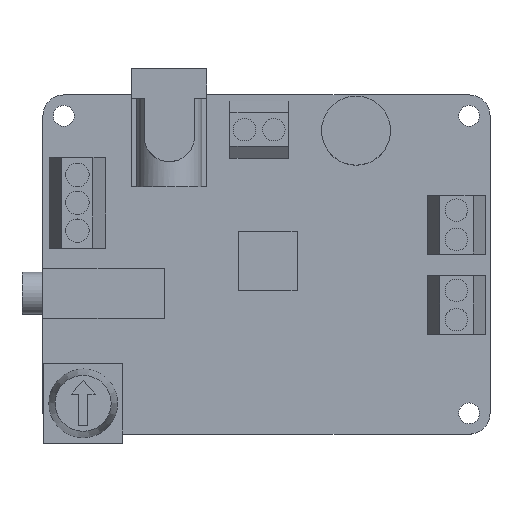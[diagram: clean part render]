
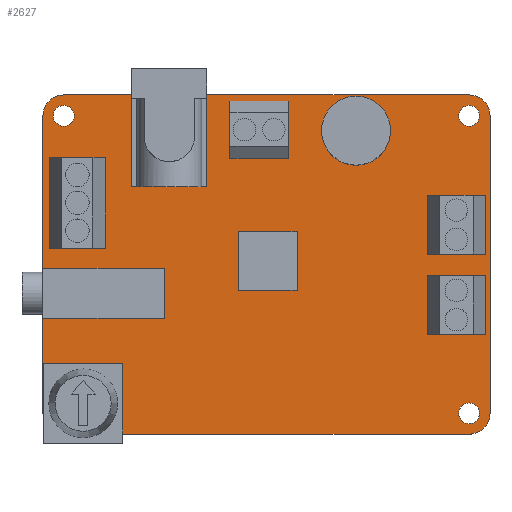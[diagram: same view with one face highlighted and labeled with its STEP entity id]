
A CAD part, top view. The second image highlights one B-rep face of the part: STEP entity #2627.
In plain terms, the highlighted planar face has unit normal (0, 0, 1).
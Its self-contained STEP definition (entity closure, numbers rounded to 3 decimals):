
#94=FACE_BOUND('',#434,.T.);
#95=FACE_BOUND('',#435,.T.);
#96=FACE_BOUND('',#436,.T.);
#97=FACE_BOUND('',#437,.T.);
#126=PLANE('',#2924);
#269=FACE_OUTER_BOUND('',#433,.T.);
#433=EDGE_LOOP('',(#1902,#1903,#1904,#1905,#1906,#1907,#1908,#1909));
#434=EDGE_LOOP('',(#1910));
#435=EDGE_LOOP('',(#1911));
#436=EDGE_LOOP('',(#1912));
#437=EDGE_LOOP('',(#1913));
#630=LINE('',#3960,#935);
#631=LINE('',#3964,#936);
#632=LINE('',#3968,#937);
#633=LINE('',#3971,#938);
#935=VECTOR('',#3186,10.);
#936=VECTOR('',#3189,10.);
#937=VECTOR('',#3192,10.);
#938=VECTOR('',#3195,10.);
#1234=CIRCLE('',#2910,1.25);
#1236=CIRCLE('',#2913,1.25);
#1238=CIRCLE('',#2916,1.25);
#1240=CIRCLE('',#2919,1.25);
#1242=CIRCLE('',#2922,2.5);
#1244=CIRCLE('',#2925,2.5);
#1245=CIRCLE('',#2926,2.5);
#1246=CIRCLE('',#2927,2.5);
#1286=VERTEX_POINT('',#3926);
#1288=VERTEX_POINT('',#3932);
#1290=VERTEX_POINT('',#3938);
#1292=VERTEX_POINT('',#3944);
#1294=VERTEX_POINT('',#3950);
#1295=VERTEX_POINT('',#3951);
#1298=VERTEX_POINT('',#3959);
#1299=VERTEX_POINT('',#3961);
#1300=VERTEX_POINT('',#3963);
#1301=VERTEX_POINT('',#3965);
#1302=VERTEX_POINT('',#3967);
#1303=VERTEX_POINT('',#3969);
#1524=EDGE_CURVE('',#1286,#1286,#1234,.T.);
#1527=EDGE_CURVE('',#1288,#1288,#1236,.T.);
#1530=EDGE_CURVE('',#1290,#1290,#1238,.T.);
#1533=EDGE_CURVE('',#1292,#1292,#1240,.T.);
#1536=EDGE_CURVE('',#1294,#1295,#1242,.T.);
#1540=EDGE_CURVE('',#1294,#1298,#630,.T.);
#1541=EDGE_CURVE('',#1299,#1298,#1244,.T.);
#1542=EDGE_CURVE('',#1299,#1300,#631,.T.);
#1543=EDGE_CURVE('',#1301,#1300,#1245,.T.);
#1544=EDGE_CURVE('',#1301,#1302,#632,.T.);
#1545=EDGE_CURVE('',#1303,#1302,#1246,.T.);
#1546=EDGE_CURVE('',#1303,#1295,#633,.T.);
#1902=ORIENTED_EDGE('',*,*,#1536,.F.);
#1903=ORIENTED_EDGE('',*,*,#1540,.T.);
#1904=ORIENTED_EDGE('',*,*,#1541,.F.);
#1905=ORIENTED_EDGE('',*,*,#1542,.T.);
#1906=ORIENTED_EDGE('',*,*,#1543,.F.);
#1907=ORIENTED_EDGE('',*,*,#1544,.T.);
#1908=ORIENTED_EDGE('',*,*,#1545,.F.);
#1909=ORIENTED_EDGE('',*,*,#1546,.T.);
#1910=ORIENTED_EDGE('',*,*,#1524,.T.);
#1911=ORIENTED_EDGE('',*,*,#1527,.T.);
#1912=ORIENTED_EDGE('',*,*,#1530,.T.);
#1913=ORIENTED_EDGE('',*,*,#1533,.T.);
#2627=ADVANCED_FACE('',(#269,#94,#95,#96,#97),#126,.T.);
#2910=AXIS2_PLACEMENT_3D('',#3927,#3150,#3151);
#2913=AXIS2_PLACEMENT_3D('',#3933,#3157,#3158);
#2916=AXIS2_PLACEMENT_3D('',#3939,#3164,#3165);
#2919=AXIS2_PLACEMENT_3D('',#3945,#3171,#3172);
#2922=AXIS2_PLACEMENT_3D('',#3952,#3178,#3179);
#2924=AXIS2_PLACEMENT_3D('',#3958,#3184,#3185);
#2925=AXIS2_PLACEMENT_3D('',#3962,#3187,#3188);
#2926=AXIS2_PLACEMENT_3D('',#3966,#3190,#3191);
#2927=AXIS2_PLACEMENT_3D('',#3970,#3193,#3194);
#3150=DIRECTION('center_axis',(0.,0.,-1.));
#3151=DIRECTION('ref_axis',(-1.,0.,0.));
#3157=DIRECTION('center_axis',(0.,0.,-1.));
#3158=DIRECTION('ref_axis',(-1.,0.,0.));
#3164=DIRECTION('center_axis',(0.,0.,-1.));
#3165=DIRECTION('ref_axis',(-1.,0.,0.));
#3171=DIRECTION('center_axis',(0.,0.,-1.));
#3172=DIRECTION('ref_axis',(-1.,0.,0.));
#3178=DIRECTION('center_axis',(0.,0.,-1.));
#3179=DIRECTION('ref_axis',(-0.707,0.707,0.));
#3184=DIRECTION('center_axis',(0.,0.,1.));
#3185=DIRECTION('ref_axis',(1.,0.,0.));
#3186=DIRECTION('',(0.,-1.,0.));
#3187=DIRECTION('center_axis',(0.,0.,-1.));
#3188=DIRECTION('ref_axis',(-0.707,-0.707,0.));
#3189=DIRECTION('',(1.,0.,0.));
#3190=DIRECTION('center_axis',(0.,0.,-1.));
#3191=DIRECTION('ref_axis',(0.707,-0.707,0.));
#3192=DIRECTION('',(0.,1.,0.));
#3193=DIRECTION('center_axis',(0.,0.,-1.));
#3194=DIRECTION('ref_axis',(0.707,0.707,0.));
#3195=DIRECTION('',(-1.,0.,0.));
#3926=CARTESIAN_POINT('',(25.49,17.79,1.56));
#3927=CARTESIAN_POINT('Origin',(24.24,17.79,1.56));
#3932=CARTESIAN_POINT('',(-22.99,17.79,1.56));
#3933=CARTESIAN_POINT('Origin',(-24.24,17.79,1.56));
#3938=CARTESIAN_POINT('',(25.49,-17.79,1.56));
#3939=CARTESIAN_POINT('Origin',(24.24,-17.79,1.56));
#3944=CARTESIAN_POINT('',(-22.99,-17.79,1.56));
#3945=CARTESIAN_POINT('Origin',(-24.24,-17.79,1.56));
#3950=CARTESIAN_POINT('',(-26.74,17.79,1.56));
#3951=CARTESIAN_POINT('',(-24.24,20.29,1.56));
#3952=CARTESIAN_POINT('Origin',(-24.24,17.79,1.56));
#3958=CARTESIAN_POINT('Origin',(0.,0.,
1.56));
#3959=CARTESIAN_POINT('',(-26.74,-17.79,1.56));
#3960=CARTESIAN_POINT('',(-26.74,20.29,1.56));
#3961=CARTESIAN_POINT('',(-24.24,-20.29,1.56));
#3962=CARTESIAN_POINT('Origin',(-24.24,-17.79,1.56));
#3963=CARTESIAN_POINT('',(24.24,-20.29,1.56));
#3964=CARTESIAN_POINT('',(-26.74,-20.29,1.56));
#3965=CARTESIAN_POINT('',(26.74,-17.79,1.56));
#3966=CARTESIAN_POINT('Origin',(24.24,-17.79,1.56));
#3967=CARTESIAN_POINT('',(26.74,17.79,1.56));
#3968=CARTESIAN_POINT('',(26.74,-20.29,1.56));
#3969=CARTESIAN_POINT('',(24.24,20.29,1.56));
#3970=CARTESIAN_POINT('Origin',(24.24,17.79,1.56));
#3971=CARTESIAN_POINT('',(26.74,20.29,1.56));
